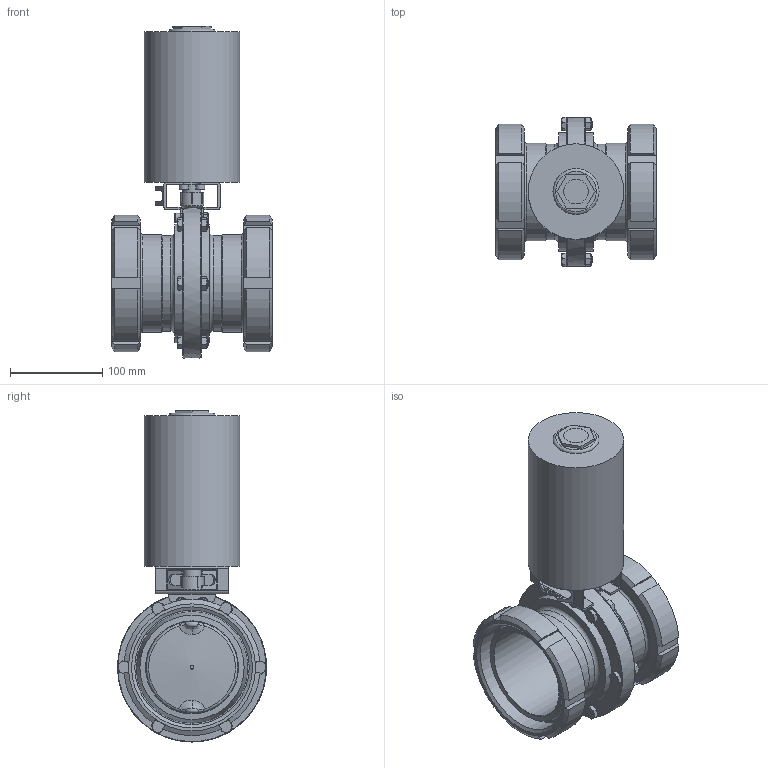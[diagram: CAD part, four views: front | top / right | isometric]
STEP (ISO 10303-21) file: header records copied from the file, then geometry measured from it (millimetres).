
FILE_DESCRIPTION((''),'2;1');
FILE_NAME('56640100XX20.stp','2010-11-25T13:42:51',('Creator'),(''),'Autodesk Inventor 2010','Autodesk Inventor 2010','');
FILE_SCHEMA(('AUTOMOTIVE_DESIGN { 1 0 10303 214 1 1 1 1 }'));
Length unit declared in the file: millimetre
Products named in the file (1): 56640100XX20
Bounding box: 174 x 162 x 360.5 mm (x, y, z)
Volume: 2306522 mm3; surface area: 338638.6 mm2
Topology: 1 solids, 8 shells, 628 faces, 1570 edges, 995 vertices
Faces by surface type: plane 345, cylinder 127, cone 121, bspline 22, torus 13
Full cylindrical faces by diameter (mm): 4.134 x1, 6 x2, 7.2 x2, 7.323 x6, 8 x12, 8.5 x6, 10 x6, 11.4 x6, 14 x2, 16.2 x2, 20 x1, 26 x1, 26.5 x1, 28 x1, 100 x2, 103.8 x1, 104 x2, 106 x2, 114 x2, 115 x2, 124.29 x2, 129 x2, 130.4 x2, 162 x1
Entity records: 19497 total; most frequent: CARTESIAN_POINT 6011, ORIENTED_EDGE 2778, DIRECTION 2700, EDGE_CURVE 1389, AXIS2_PLACEMENT_3D 1081, VERTEX_POINT 947, EDGE_LOOP 830, FACE_OUTER_BOUND 627
